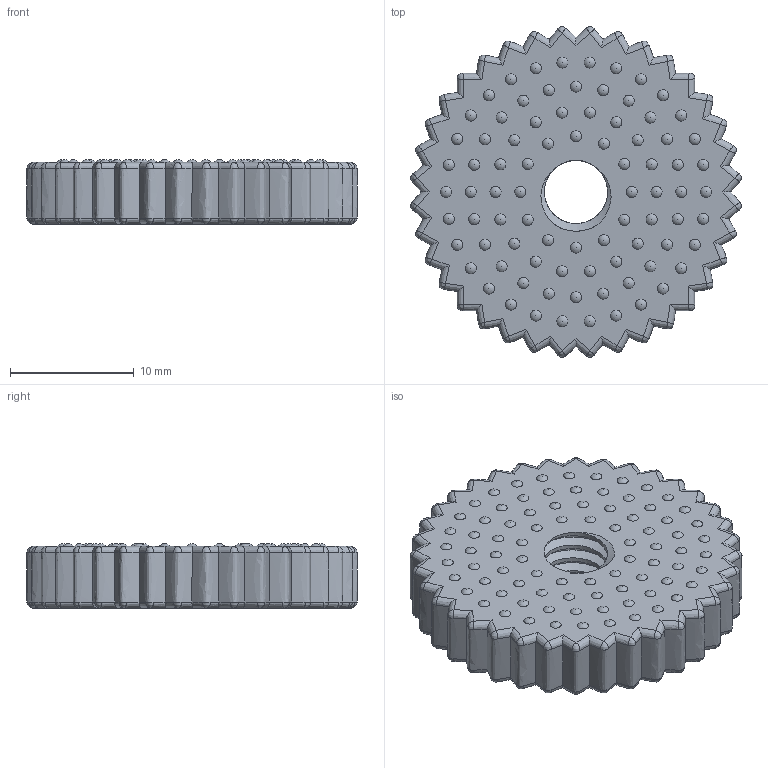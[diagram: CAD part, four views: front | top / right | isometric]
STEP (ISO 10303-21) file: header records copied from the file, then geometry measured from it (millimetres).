
FILE_DESCRIPTION(/* description */ (''),/* implementation_level */ '2;1');
FILE_NAME(/* name */ 'CameraMountFastener v5.step',/* time_stamp */ '2024-03-26T11:10:19-07:00',/* author */ (''),/* organization */ (''),/* preprocessor_version */ 'ST-DEVELOPER v20',/* originating_system */ 'Autodesk Translation Framework v12.20.1.177',/* authorisation */ '');
FILE_SCHEMA (('AUTOMOTIVE_DESIGN { 1 0 10303 214 3 1 1 }'));
Length unit declared in the file: millimetre
Products named in the file (1): CameraMountFastener
Bounding box: 26.71 x 26.71 x 5.2 mm (x, y, z)
Volume: 2524.3 mm3; surface area: 1645.2 mm2
Topology: 1 solids, 1 shells, 350 faces, 972 edges, 552 vertices
Faces by surface type: bspline 254, sphere 84, cylinder 10, plane 2
Full cylindrical faces by diameter (mm): 5.118 x2, 6.35 x2
Entity records: 20429 total; most frequent: CARTESIAN_POINT 13713, ORIENTED_EDGE 1632, DIRECTION 870, EDGE_CURVE 816, VERTEX_POINT 552, B_SPLINE_CURVE_WITH_KNOTS 456, EDGE_LOOP 436, AXIS2_PLACEMENT_3D 413
